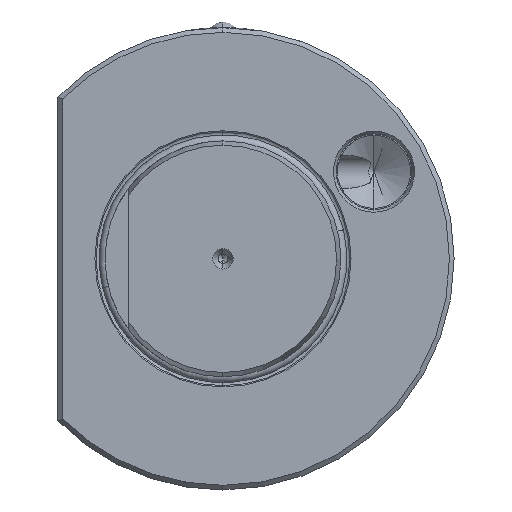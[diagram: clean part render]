
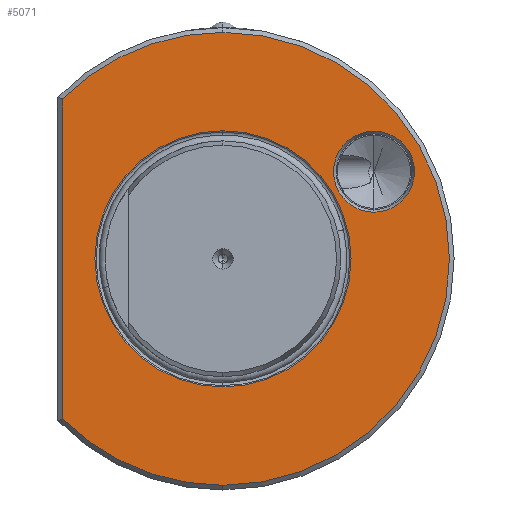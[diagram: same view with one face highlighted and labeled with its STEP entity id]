
A CAD part, left-side view. The second image highlights one B-rep face of the part: STEP entity #5071.
In plain terms, the highlighted planar face has unit normal (-1, 0, 0).
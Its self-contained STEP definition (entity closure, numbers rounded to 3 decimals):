
#197 = VECTOR ( 'NONE', #46501, 1000. ) ;
#199 = LINE ( 'NONE', #46489, #197 ) ;
#200 = CIRCLE ( 'NONE', #24364, 8.577 ) ;
#208 = CIRCLE ( 'NONE', #24297, 48. ) ;
#1493 = EDGE_CURVE ( 'NONE', #44919, #45123, #199, .T. ) ;
#1497 = EDGE_CURVE ( 'NONE', #44777, #44857, #200, .T. ) ;
#1509 = EDGE_CURVE ( 'NONE', #44976, #45123, #208, .T. ) ;
#1674 = EDGE_CURVE ( 'NONE', #44913, #44945, #45429, .T. ) ;
#5071 = ADVANCED_FACE ( 'NONE', ( #45891, #45892, #45912 ), #39283, .F. ) ;
#7222 = CARTESIAN_POINT ( 'NONE',  ( 2., 34., -33.882 ) ) ;
#16422 = EDGE_CURVE ( 'NONE', #44857, #44777, #47750, .T. ) ;
#20035 = DIRECTION ( 'NONE',  ( 0., 0., -1. ) ) ;
#20049 = CARTESIAN_POINT ( 'NONE',  ( 2., 0., 0. ) ) ;
#20073 = DIRECTION ( 'NONE',  ( 1., 0., 0. ) ) ;
#20083 = DIRECTION ( 'NONE',  ( 1., 0., 0. ) ) ;
#20093 = CARTESIAN_POINT ( 'NONE',  ( 2., 0., 0. ) ) ;
#20117 = DIRECTION ( 'NONE',  ( 0., 0., -1. ) ) ;
#21551 = EDGE_LOOP ( 'NONE', ( #21987, #22003 ) ) ;
#21563 = EDGE_LOOP ( 'NONE', ( #21914, #21901 ) ) ;
#21571 = EDGE_LOOP ( 'NONE', ( #21971, #21957, #21985, #21969 ) ) ;
#21901 = ORIENTED_EDGE ( 'NONE', *, *, #1674, .T. ) ;
#21914 = ORIENTED_EDGE ( 'NONE', *, *, #23641, .T. ) ;
#21957 = ORIENTED_EDGE ( 'NONE', *, *, #1493, .T. ) ;
#21969 = ORIENTED_EDGE ( 'NONE', *, *, #23594, .F. ) ;
#21971 = ORIENTED_EDGE ( 'NONE', *, *, #23877, .F. ) ;
#21985 = ORIENTED_EDGE ( 'NONE', *, *, #1509, .F. ) ;
#21987 = ORIENTED_EDGE ( 'NONE', *, *, #16422, .T. ) ;
#22003 = ORIENTED_EDGE ( 'NONE', *, *, #1497, .T. ) ;
#22764 = CARTESIAN_POINT ( 'NONE',  ( 2., -32.01, 18.46 ) ) ;
#22789 = DIRECTION ( 'NONE',  ( 0., 0., -1. ) ) ;
#22798 = DIRECTION ( 'NONE',  ( 1., 0., 0. ) ) ;
#22920 = CIRCLE ( 'NONE', #30423, 48. ) ;
#22930 = CIRCLE ( 'NONE', #30413, 27.15 ) ;
#22994 = CIRCLE ( 'NONE', #30535, 48. ) ;
#23524 = AXIS2_PLACEMENT_3D ( 'NONE', #22764, #22798, #22789 ) ;
#23594 = EDGE_CURVE ( 'NONE', #44931, #44976, #22920, .T. ) ;
#23641 = EDGE_CURVE ( 'NONE', #44945, #44913, #22930, .T. ) ;
#23877 = EDGE_CURVE ( 'NONE', #44919, #44931, #22994, .T. ) ;
#24292 = AXIS2_PLACEMENT_3D ( 'NONE', #46036, #46051, #46038 ) ;
#24297 = AXIS2_PLACEMENT_3D ( 'NONE', #46514, #46534, #46515 ) ;
#24364 = AXIS2_PLACEMENT_3D ( 'NONE', #46508, #46473, #46509 ) ;
#26800 = AXIS2_PLACEMENT_3D ( 'NONE', #39324, #39320, #39370 ) ;
#30413 = AXIS2_PLACEMENT_3D ( 'NONE', #20093, #20083, #20117 ) ;
#30423 = AXIS2_PLACEMENT_3D ( 'NONE', #20049, #20073, #20035 ) ;
#30535 = AXIS2_PLACEMENT_3D ( 'NONE', #35929, #35924, #35947 ) ;
#35427 = CARTESIAN_POINT ( 'NONE',  ( 2., -32.01, 9.883 ) ) ;
#35473 = CARTESIAN_POINT ( 'NONE',  ( 2., -32.01, 27.037 ) ) ;
#35540 = CARTESIAN_POINT ( 'NONE',  ( 2., 0., 48. ) ) ;
#35553 = CARTESIAN_POINT ( 'NONE',  ( 2., 34., 33.882 ) ) ;
#35554 = CARTESIAN_POINT ( 'NONE',  ( 2., 0., -27.15 ) ) ;
#35593 = CARTESIAN_POINT ( 'NONE',  ( 2., 0., 27.15 ) ) ;
#35643 = CARTESIAN_POINT ( 'NONE',  ( 2., 0., -48. ) ) ;
#35924 = DIRECTION ( 'NONE',  ( 1., 0., 0. ) ) ;
#35929 = CARTESIAN_POINT ( 'NONE',  ( 2., 0., 0. ) ) ;
#35947 = DIRECTION ( 'NONE',  ( 0., 0., -1. ) ) ;
#39283 = PLANE ( 'NONE',  #26800 ) ;
#39320 = DIRECTION ( 'NONE',  ( 1., 0., 0. ) ) ;
#39324 = CARTESIAN_POINT ( 'NONE',  ( 2., 25., 0. ) ) ;
#39370 = DIRECTION ( 'NONE',  ( 0., 0., -1. ) ) ;
#44777 = VERTEX_POINT ( 'NONE', #35427 ) ;
#44857 = VERTEX_POINT ( 'NONE', #35473 ) ;
#44913 = VERTEX_POINT ( 'NONE', #35554 ) ;
#44919 = VERTEX_POINT ( 'NONE', #35553 ) ;
#44931 = VERTEX_POINT ( 'NONE', #35540 ) ;
#44945 = VERTEX_POINT ( 'NONE', #35593 ) ;
#44976 = VERTEX_POINT ( 'NONE', #35643 ) ;
#45123 = VERTEX_POINT ( 'NONE', #7222 ) ;
#45429 = CIRCLE ( 'NONE', #24292, 27.15 ) ;
#45891 = FACE_BOUND ( 'NONE', #21563, .T. ) ;
#45892 = FACE_BOUND ( 'NONE', #21551, .T. ) ;
#45912 = FACE_OUTER_BOUND ( 'NONE', #21571, .T. ) ;
#46036 = CARTESIAN_POINT ( 'NONE',  ( 2., 0., 0. ) ) ;
#46038 = DIRECTION ( 'NONE',  ( 0., 0., -1. ) ) ;
#46051 = DIRECTION ( 'NONE',  ( 1., 0., 0. ) ) ;
#46473 = DIRECTION ( 'NONE',  ( 1., 0., 0. ) ) ;
#46489 = CARTESIAN_POINT ( 'NONE',  ( 2., 34., -32.848 ) ) ;
#46501 = DIRECTION ( 'NONE',  ( 0., 0., -1. ) ) ;
#46508 = CARTESIAN_POINT ( 'NONE',  ( 2., -32.01, 18.46 ) ) ;
#46509 = DIRECTION ( 'NONE',  ( 0., 0., -1. ) ) ;
#46514 = CARTESIAN_POINT ( 'NONE',  ( 2., 0., 0. ) ) ;
#46515 = DIRECTION ( 'NONE',  ( 0., 0., -1. ) ) ;
#46534 = DIRECTION ( 'NONE',  ( 1., 0., 0. ) ) ;
#47750 = CIRCLE ( 'NONE', #23524, 8.577 ) ;
